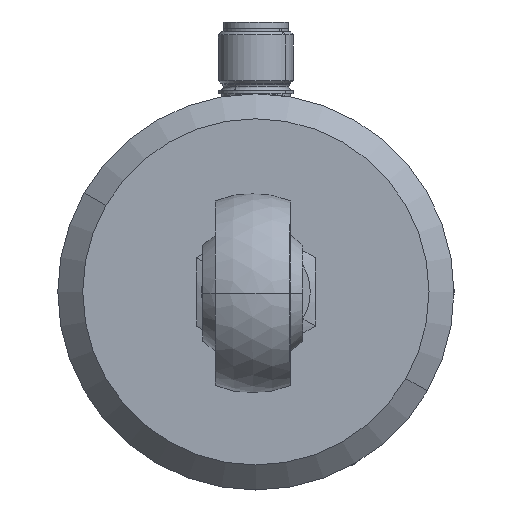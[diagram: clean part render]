
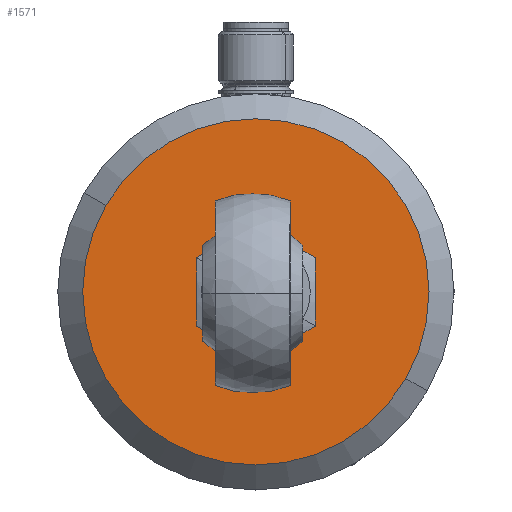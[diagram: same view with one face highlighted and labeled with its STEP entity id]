
A CAD part, front view. The second image highlights one B-rep face of the part: STEP entity #1571.
In plain terms, the highlighted face is planar.
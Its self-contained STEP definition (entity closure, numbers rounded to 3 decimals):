
#1571=ADVANCED_FACE('0:300',(#2989,#2990),#2991,.F.);
#2989=FACE_BOUND('',#4434,.T.);
#2990=FACE_OUTER_BOUND('',#4435,.T.);
#2991=PLANE('',#4436);
#4434=EDGE_LOOP('',(#7171,#7172));
#4435=EDGE_LOOP('',(#7173,#7174));
#4436=AXIS2_PLACEMENT_3D('',#7175,#7176,#7177);
#7171=ORIENTED_EDGE('',*,*,#9455,.T.);
#7172=ORIENTED_EDGE('',*,*,#8989,.T.);
#7173=ORIENTED_EDGE('',*,*,#9329,.F.);
#7174=ORIENTED_EDGE('',*,*,#8874,.F.);
#7175=CARTESIAN_POINT('',(0.0,0.0,-20.0));
#7176=DIRECTION('',(0.0,0.0,1.0));
#7177=DIRECTION('',(1.0,0.0,0.0));
#8874=EDGE_CURVE('',#10599,#10601,#10602,.T.);
#8989=EDGE_CURVE('',#10770,#10772,#10774,.T.);
#9329=EDGE_CURVE('4:204',#10601,#10599,#11252,.T.);
#9455=EDGE_CURVE('0:1582',#10772,#10770,#11409,.T.);
#10599=VERTEX_POINT('',#12912);
#10601=VERTEX_POINT('',#12915);
#10602=CIRCLE('',#12916,27.75);
#10770=VERTEX_POINT('',#13160);
#10772=VERTEX_POINT('',#13163);
#10774=CIRCLE('',#13166,5.1);
#11252=CIRCLE('',#13784,27.75);
#11409=CIRCLE('',#14011,5.1);
#12912=CARTESIAN_POINT('',(-27.75,0.,-20.0));
#12915=CARTESIAN_POINT('',(27.75,0.,-20.0));
#12916=AXIS2_PLACEMENT_3D('',#15411,#15412,#15413);
#13160=CARTESIAN_POINT('',(-5.1,0.,-20.0));
#13163=CARTESIAN_POINT('',(5.1,0.,-20.0));
#13166=AXIS2_PLACEMENT_3D('',#15595,#15596,#15597);
#13784=AXIS2_PLACEMENT_3D('',#16140,#16141,#16142);
#14011=AXIS2_PLACEMENT_3D('',#16294,#16295,#16296);
#15411=CARTESIAN_POINT('',(0.0,0.0,-20.0));
#15412=DIRECTION('',(0.0,0.0,1.0));
#15413=DIRECTION('',(-1.0,0.0,0.0));
#15595=CARTESIAN_POINT('',(0.0,0.0,-20.0));
#15596=DIRECTION('',(0.0,0.0,1.0));
#15597=DIRECTION('',(-1.0,0.0,0.0));
#16140=CARTESIAN_POINT('',(0.0,0.0,-20.0));
#16141=DIRECTION('',(0.0,0.0,1.0));
#16142=DIRECTION('',(-1.0,0.0,0.0));
#16294=CARTESIAN_POINT('',(0.0,0.0,-20.0));
#16295=DIRECTION('',(0.0,0.0,1.0));
#16296=DIRECTION('',(-1.0,0.0,0.0));
